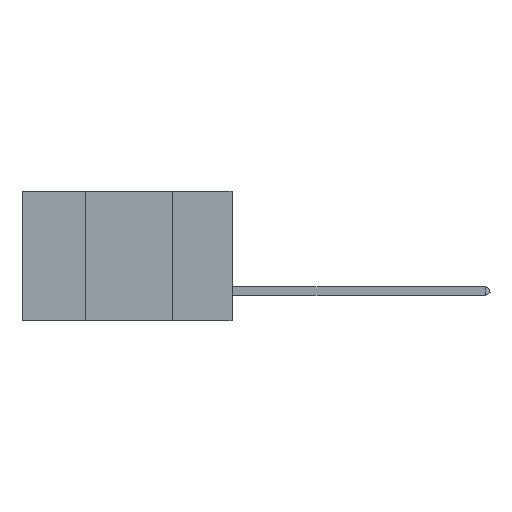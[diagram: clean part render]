
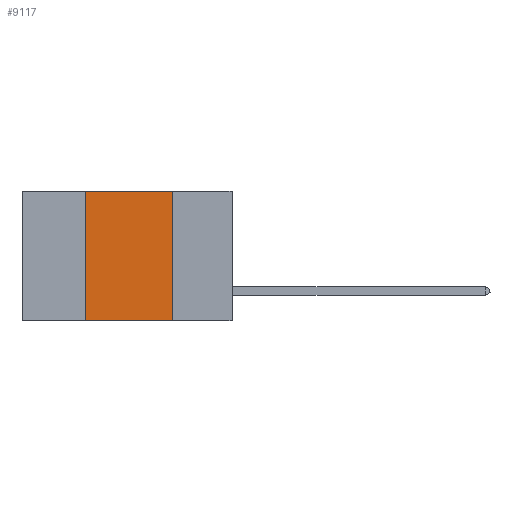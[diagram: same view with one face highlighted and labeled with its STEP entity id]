
A CAD part, left-side view. The second image highlights one B-rep face of the part: STEP entity #9117.
In plain terms, the highlighted planar face has unit normal (-1, 0, 0).
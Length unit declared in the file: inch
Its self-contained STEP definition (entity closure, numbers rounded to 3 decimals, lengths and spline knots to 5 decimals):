
#663 = CARTESIAN_POINT ( 'NONE',  ( 0., 0.42, 0. ) ) ;
#951 = VERTEX_POINT ( 'NONE', #16914 ) ;
#3317 = LINE ( 'NONE', #13928, #17709 ) ;
#4364 = AXIS2_PLACEMENT_3D ( 'NONE', #13951, #15430, #8459 ) ;
#4412 = VECTOR ( 'NONE', #17197, 39.37008 ) ;
#4618 = VECTOR ( 'NONE', #16016, 39.37008 ) ;
#4752 = ORIENTED_EDGE ( 'NONE', *, *, #15958, .F. ) ;
#5377 = CARTESIAN_POINT ( 'NONE',  ( 0., 0.17, -0.37 ) ) ;
#5456 = EDGE_CURVE ( 'NONE', #10525, #14215, #15979, .T. ) ;
#5997 = CARTESIAN_POINT ( 'NONE',  ( 0., 0.17, 0. ) ) ;
#6783 = CARTESIAN_POINT ( 'NONE',  ( 0., 0.6, -0.37 ) ) ;
#6820 = VERTEX_POINT ( 'NONE', #18104 ) ;
#6914 = DIRECTION ( 'NONE',  ( 0., -1., 0. ) ) ;
#7112 = PLANE ( 'NONE',  #4364 ) ;
#7944 = VECTOR ( 'NONE', #6914, 39.37008 ) ;
#8459 = DIRECTION ( 'NONE',  ( 0., 0., -1. ) ) ;
#9117 = ADVANCED_FACE ( 'NONE', ( #17829 ), #7112, .F. ) ;
#9850 = DIRECTION ( 'NONE',  ( 0., -1., 0. ) ) ;
#10351 = ORIENTED_EDGE ( 'NONE', *, *, #14653, .T. ) ;
#10525 = VERTEX_POINT ( 'NONE', #11477 ) ;
#11345 = EDGE_LOOP ( 'NONE', ( #17514, #4752, #16154, #10351 ) ) ;
#11477 = CARTESIAN_POINT ( 'NONE',  ( 0., 0.17, 0. ) ) ;
#11628 = LINE ( 'NONE', #6783, #7944 ) ;
#12036 = LINE ( 'NONE', #663, #4618 ) ;
#13928 = CARTESIAN_POINT ( 'NONE',  ( 0., 0.6, 0. ) ) ;
#13951 = CARTESIAN_POINT ( 'NONE',  ( 0., 0.6, 0. ) ) ;
#14215 = VERTEX_POINT ( 'NONE', #5377 ) ;
#14653 = EDGE_CURVE ( 'NONE', #951, #14215, #11628, .T. ) ;
#15141 = EDGE_CURVE ( 'NONE', #951, #6820, #12036, .T. ) ;
#15430 = DIRECTION ( 'NONE',  ( 1., 0., 0. ) ) ;
#15958 = EDGE_CURVE ( 'NONE', #6820, #10525, #3317, .T. ) ;
#15979 = LINE ( 'NONE', #5997, #4412 ) ;
#16016 = DIRECTION ( 'NONE',  ( 0., 0., 1. ) ) ;
#16154 = ORIENTED_EDGE ( 'NONE', *, *, #15141, .F. ) ;
#16914 = CARTESIAN_POINT ( 'NONE',  ( 0., 0.42, -0.37 ) ) ;
#17197 = DIRECTION ( 'NONE',  ( 0., 0., -1. ) ) ;
#17514 = ORIENTED_EDGE ( 'NONE', *, *, #5456, .F. ) ;
#17709 = VECTOR ( 'NONE', #9850, 39.37008 ) ;
#17829 = FACE_OUTER_BOUND ( 'NONE', #11345, .T. ) ;
#18104 = CARTESIAN_POINT ( 'NONE',  ( 0., 0.42, 0. ) ) ;
